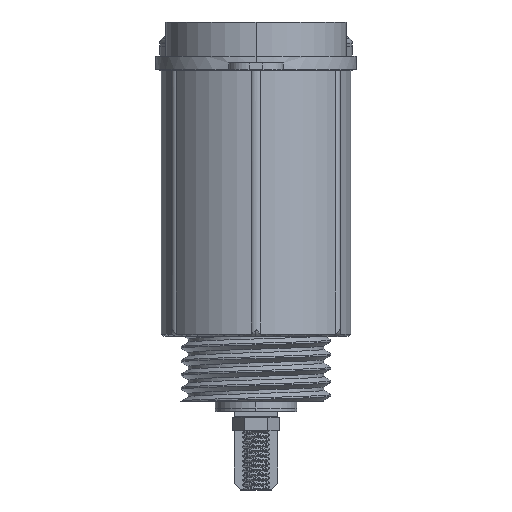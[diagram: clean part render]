
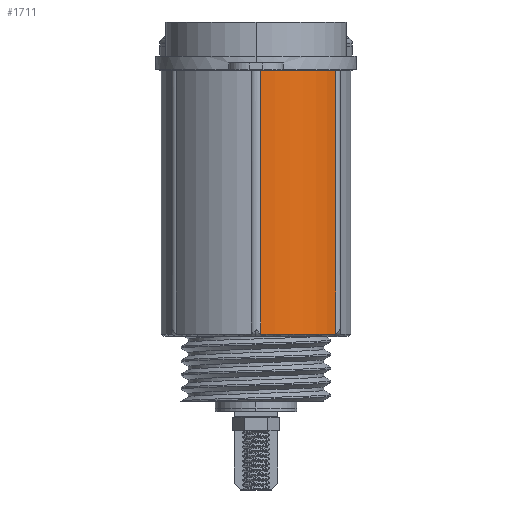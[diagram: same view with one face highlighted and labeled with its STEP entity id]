
A CAD part, top view. The second image highlights one B-rep face of the part: STEP entity #1711.
In plain terms, the highlighted cylindrical face has radius 13.9 mm (diameter 27.8 mm), a partial arc.
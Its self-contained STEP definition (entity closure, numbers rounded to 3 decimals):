
#120 = FACE_OUTER_BOUND ( 'NONE', #8003, .T. ) ;
#126 = CIRCLE ( 'NONE', #3865, 13.9 ) ;
#742 = VERTEX_POINT ( 'NONE', #8753 ) ;
#873 = AXIS2_PLACEMENT_3D ( 'NONE', #3737, #6596, #2894 ) ;
#921 = DIRECTION ( 'NONE',  ( 0., -1., 0. ) ) ;
#1594 = CARTESIAN_POINT ( 'NONE',  ( 0.68, 49.497, 13.883 ) ) ;
#1651 = EDGE_CURVE ( 'NONE', #8544, #7605, #5154, .T. ) ;
#1711 = ADVANCED_FACE ( 'NONE', ( #120 ), #5860, .T. ) ;
#1836 = LINE ( 'NONE', #6088, #4469 ) ;
#1993 = DIRECTION ( 'NONE',  ( 0., 0., 1. ) ) ;
#2173 = DIRECTION ( 'NONE',  ( 0., -1., 0. ) ) ;
#2539 = ORIENTED_EDGE ( 'NONE', *, *, #3550, .F. ) ;
#2862 = EDGE_CURVE ( 'NONE', #8544, #742, #3103, .T. ) ;
#2894 = DIRECTION ( 'NONE',  ( 0., 0., -1. ) ) ;
#2951 = CARTESIAN_POINT ( 'NONE',  ( 0.68, 0., 13.883 ) ) ;
#3103 = CIRCLE ( 'NONE', #6407, 13.9 ) ;
#3550 = EDGE_CURVE ( 'NONE', #742, #6655, #1836, .T. ) ;
#3737 = CARTESIAN_POINT ( 'NONE',  ( 0., 49.497, 0. ) ) ;
#3865 = AXIS2_PLACEMENT_3D ( 'NONE', #8568, #2173, #1993 ) ;
#4061 = EDGE_CURVE ( 'NONE', #6655, #7605, #126, .T. ) ;
#4469 = VECTOR ( 'NONE', #6044, 1000. ) ;
#4483 = DIRECTION ( 'NONE',  ( 0., 1., 0. ) ) ;
#5154 = LINE ( 'NONE', #1594, #5685 ) ;
#5685 = VECTOR ( 'NONE', #921, 1000. ) ;
#5860 = CYLINDRICAL_SURFACE ( 'NONE', #873, 13.9 ) ;
#6044 = DIRECTION ( 'NONE',  ( 0., -1., 0. ) ) ;
#6088 = CARTESIAN_POINT ( 'NONE',  ( 11.683, 49.497, 7.53 ) ) ;
#6407 = AXIS2_PLACEMENT_3D ( 'NONE', #8868, #4483, #7485 ) ;
#6596 = DIRECTION ( 'NONE',  ( 0., -1., 0. ) ) ;
#6655 = VERTEX_POINT ( 'NONE', #7249 ) ;
#7236 = CARTESIAN_POINT ( 'NONE',  ( 0.68, -38.661, 13.883 ) ) ;
#7249 = CARTESIAN_POINT ( 'NONE',  ( 11.683, -38.661, 7.53 ) ) ;
#7264 = ORIENTED_EDGE ( 'NONE', *, *, #2862, .F. ) ;
#7485 = DIRECTION ( 'NONE',  ( 0., 0., -1. ) ) ;
#7605 = VERTEX_POINT ( 'NONE', #7236 ) ;
#7961 = ORIENTED_EDGE ( 'NONE', *, *, #4061, .F. ) ;
#8003 = EDGE_LOOP ( 'NONE', ( #2539, #7264, #8501, #7961 ) ) ;
#8501 = ORIENTED_EDGE ( 'NONE', *, *, #1651, .T. ) ;
#8544 = VERTEX_POINT ( 'NONE', #2951 ) ;
#8568 = CARTESIAN_POINT ( 'NONE',  ( 0., -38.661, 0. ) ) ;
#8753 = CARTESIAN_POINT ( 'NONE',  ( 11.683, 0., 7.53 ) ) ;
#8868 = CARTESIAN_POINT ( 'NONE',  ( 0., 0., 0. ) ) ;
